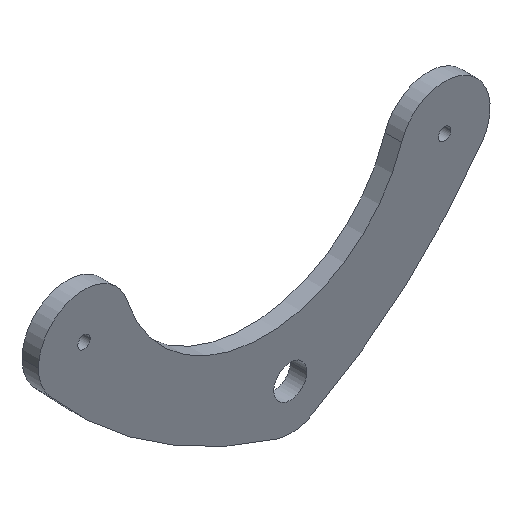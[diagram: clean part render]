
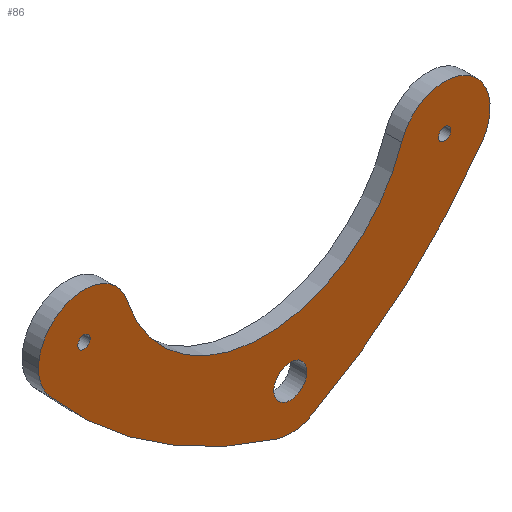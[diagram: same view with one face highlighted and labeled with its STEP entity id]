
A CAD part, isometric view. The second image highlights one B-rep face of the part: STEP entity #86.
In plain terms, the highlighted planar face has unit normal (0, -1, 0).
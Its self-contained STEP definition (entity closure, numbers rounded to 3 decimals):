
#3 = DIRECTION ( 'NONE',  ( 0., -1., 0. ) ) ;
#4 = DIRECTION ( 'NONE',  ( 1., 0., 0. ) ) ;
#5 = CARTESIAN_POINT ( 'NONE',  ( 0., -18.6, 18.6 ) ) ;
#7 = CARTESIAN_POINT ( 'NONE',  ( 50., -18.6, -14.6 ) ) ;
#11 = VERTEX_POINT ( 'NONE', #364 ) ;
#12 = DIRECTION ( 'NONE',  ( 1., 0., 0. ) ) ;
#24 = CARTESIAN_POINT ( 'NONE',  ( 54., -18.6, -14.6 ) ) ;
#25 = VERTEX_POINT ( 'NONE', #261 ) ;
#35 = VERTEX_POINT ( 'NONE', #570 ) ;
#46 = AXIS2_PLACEMENT_3D ( 'NONE', #7, #447, #53 ) ;
#53 = DIRECTION ( 'NONE',  ( 1., 0., 0. ) ) ;
#54 = VERTEX_POINT ( 'NONE', #85 ) ;
#55 = DIRECTION ( 'NONE',  ( 0., -1., 0. ) ) ;
#57 = VERTEX_POINT ( 'NONE', #398 ) ;
#64 = CIRCLE ( 'NONE', #435, 11. ) ;
#66 = DIRECTION ( 'NONE',  ( 0., -1., 0. ) ) ;
#71 = ORIENTED_EDGE ( 'NONE', *, *, #358, .T. ) ;
#85 = CARTESIAN_POINT ( 'NONE',  ( 88.9, -18.6, 18.6 ) ) ;
#86 = ADVANCED_FACE ( 'NONE', ( #444, #266, #443, #122 ), #165, .T. ) ;
#94 = AXIS2_PLACEMENT_3D ( 'NONE', #343, #111, #422 ) ;
#97 = VERTEX_POINT ( 'NONE', #534 ) ;
#98 = DIRECTION ( 'NONE',  ( 1., 0., 0. ) ) ;
#100 = VERTEX_POINT ( 'NONE', #309 ) ;
#103 = CARTESIAN_POINT ( 'NONE',  ( 46., -18.6, -14.6 ) ) ;
#106 = AXIS2_PLACEMENT_3D ( 'NONE', #463, #139, #538 ) ;
#111 = DIRECTION ( 'NONE',  ( 0., -1., 0. ) ) ;
#122 = FACE_OUTER_BOUND ( 'NONE', #153, .T. ) ;
#134 = DIRECTION ( 'NONE',  ( 0., -1., 0. ) ) ;
#136 = DIRECTION ( 'NONE',  ( 1., 0., 0. ) ) ;
#137 = EDGE_CURVE ( 'NONE', #57, #381, #484, .T. ) ;
#139 = DIRECTION ( 'NONE',  ( 0., -1., 0. ) ) ;
#153 = EDGE_LOOP ( 'NONE', ( #374, #71, #326, #337, #281, #251, #475 ) ) ;
#165 = PLANE ( 'NONE',  #400 ) ;
#172 = CIRCLE ( 'NONE', #559, 35. ) ;
#191 = CARTESIAN_POINT ( 'NONE',  ( 10.45, -18.6, 22.035 ) ) ;
#194 = EDGE_LOOP ( 'NONE', ( #451, #322 ) ) ;
#195 = ORIENTED_EDGE ( 'NONE', *, *, #471, .F. ) ;
#208 = CIRCLE ( 'NONE', #485, 4. ) ;
#210 = EDGE_CURVE ( 'NONE', #381, #331, #172, .T. ) ;
#212 = CARTESIAN_POINT ( 'NONE',  ( 24.134, -18.6, 33.371 ) ) ;
#215 = AXIS2_PLACEMENT_3D ( 'NONE', #227, #413, #136 ) ;
#217 = CARTESIAN_POINT ( 'NONE',  ( 46.673, -18.6, -25.085 ) ) ;
#221 = DIRECTION ( 'NONE',  ( 0., -1., 0. ) ) ;
#224 = AXIS2_PLACEMENT_3D ( 'NONE', #310, #66, #237 ) ;
#226 = DIRECTION ( 'NONE',  ( 0., -1., 0. ) ) ;
#227 = CARTESIAN_POINT ( 'NONE',  ( 50., -18.6, -14.6 ) ) ;
#232 = DIRECTION ( 'NONE',  ( 1., 0., 0. ) ) ;
#233 = CARTESIAN_POINT ( 'NONE',  ( 50., -18.6, -14.6 ) ) ;
#235 = CARTESIAN_POINT ( 'NONE',  ( -11., -18.6, 18.6 ) ) ;
#236 = CIRCLE ( 'NONE', #106, 1.5 ) ;
#237 = DIRECTION ( 'NONE',  ( 1., 0., 0. ) ) ;
#240 = EDGE_LOOP ( 'NONE', ( #462, #348 ) ) ;
#247 = EDGE_CURVE ( 'NONE', #331, #351, #527, .T. ) ;
#251 = ORIENTED_EDGE ( 'NONE', *, *, #415, .T. ) ;
#254 = EDGE_CURVE ( 'NONE', #386, #100, #299, .T. ) ;
#261 = CARTESIAN_POINT ( 'NONE',  ( -1.5, -18.6, 18.6 ) ) ;
#263 = DIRECTION ( 'NONE',  ( 0., 1., 0. ) ) ;
#265 = EDGE_CURVE ( 'NONE', #558, #520, #470, .T. ) ;
#266 = FACE_BOUND ( 'NONE', #240, .T. ) ;
#281 = ORIENTED_EDGE ( 'NONE', *, *, #247, .T. ) ;
#288 = DIRECTION ( 'NONE',  ( 1., 0., 0. ) ) ;
#290 = DIRECTION ( 'NONE',  ( 0., -1., 0. ) ) ;
#299 = CIRCLE ( 'NONE', #46, 11. ) ;
#309 = CARTESIAN_POINT ( 'NONE',  ( 55.221, -18.6, -24.282 ) ) ;
#310 = CARTESIAN_POINT ( 'NONE',  ( 87.4, -18.6, 18.6 ) ) ;
#311 = CIRCLE ( 'NONE', #327, 1.5 ) ;
#320 = AXIS2_PLACEMENT_3D ( 'NONE', #535, #221, #407 ) ;
#321 = EDGE_CURVE ( 'NONE', #25, #97, #449, .T. ) ;
#322 = ORIENTED_EDGE ( 'NONE', *, *, #489, .F. ) ;
#326 = ORIENTED_EDGE ( 'NONE', *, *, #137, .T. ) ;
#327 = AXIS2_PLACEMENT_3D ( 'NONE', #332, #226, #288 ) ;
#331 = VERTEX_POINT ( 'NONE', #191 ) ;
#332 = CARTESIAN_POINT ( 'NONE',  ( 87.4, -18.6, 18.6 ) ) ;
#335 = CARTESIAN_POINT ( 'NONE',  ( 76.95, -18.6, 22.035 ) ) ;
#337 = ORIENTED_EDGE ( 'NONE', *, *, #210, .T. ) ;
#343 = CARTESIAN_POINT ( 'NONE',  ( 87.4, -18.6, 18.6 ) ) ;
#348 = ORIENTED_EDGE ( 'NONE', *, *, #504, .F. ) ;
#351 = VERTEX_POINT ( 'NONE', #235 ) ;
#358 = EDGE_CURVE ( 'NONE', #100, #57, #419, .T. ) ;
#363 = DIRECTION ( 'NONE',  ( 1., 0., 0. ) ) ;
#364 = CARTESIAN_POINT ( 'NONE',  ( 85.9, -18.6, 18.6 ) ) ;
#374 = ORIENTED_EDGE ( 'NONE', *, *, #254, .T. ) ;
#381 = VERTEX_POINT ( 'NONE', #335 ) ;
#386 = VERTEX_POINT ( 'NONE', #217 ) ;
#398 = CARTESIAN_POINT ( 'NONE',  ( 96.395, -18.6, 12.268 ) ) ;
#400 = AXIS2_PLACEMENT_3D ( 'NONE', #212, #3, #480 ) ;
#402 = AXIS2_PLACEMENT_3D ( 'NONE', #5, #290, #232 ) ;
#404 = DIRECTION ( 'NONE',  ( 0., -1., 0. ) ) ;
#407 = DIRECTION ( 'NONE',  ( 1., 0., 0. ) ) ;
#413 = DIRECTION ( 'NONE',  ( 0., -1., 0. ) ) ;
#415 = EDGE_CURVE ( 'NONE', #351, #35, #64, .T. ) ;
#418 = CARTESIAN_POINT ( 'NONE',  ( 82.964, -18.6, 89.296 ) ) ;
#419 = CIRCLE ( 'NONE', #568, 120. ) ;
#422 = DIRECTION ( 'NONE',  ( 1., 0., 0. ) ) ;
#435 = AXIS2_PLACEMENT_3D ( 'NONE', #494, #134, #499 ) ;
#443 = FACE_BOUND ( 'NONE', #194, .T. ) ;
#444 = FACE_BOUND ( 'NONE', #515, .T. ) ;
#447 = DIRECTION ( 'NONE',  ( 0., -1., 0. ) ) ;
#449 = CIRCLE ( 'NONE', #402, 1.5 ) ;
#451 = ORIENTED_EDGE ( 'NONE', *, *, #321, .F. ) ;
#461 = EDGE_CURVE ( 'NONE', #54, #11, #479, .T. ) ;
#462 = ORIENTED_EDGE ( 'NONE', *, *, #265, .F. ) ;
#463 = CARTESIAN_POINT ( 'NONE',  ( 0., -18.6, 18.6 ) ) ;
#470 = CIRCLE ( 'NONE', #215, 4. ) ;
#471 = EDGE_CURVE ( 'NONE', #11, #54, #311, .T. ) ;
#475 = ORIENTED_EDGE ( 'NONE', *, *, #533, .T. ) ;
#479 = CIRCLE ( 'NONE', #224, 1.5 ) ;
#480 = DIRECTION ( 'NONE',  ( 0., 0., -1. ) ) ;
#484 = CIRCLE ( 'NONE', #94, 11. ) ;
#485 = AXIS2_PLACEMENT_3D ( 'NONE', #233, #55, #12 ) ;
#489 = EDGE_CURVE ( 'NONE', #97, #25, #236, .T. ) ;
#491 = CARTESIAN_POINT ( 'NONE',  ( -1.732, -18.6, 81.342 ) ) ;
#494 = CARTESIAN_POINT ( 'NONE',  ( 0., -18.6, 18.6 ) ) ;
#498 = DIRECTION ( 'NONE',  ( 0., -1., 0. ) ) ;
#499 = DIRECTION ( 'NONE',  ( 1., 0., 0. ) ) ;
#500 = ORIENTED_EDGE ( 'NONE', *, *, #461, .F. ) ;
#504 = EDGE_CURVE ( 'NONE', #520, #558, #208, .T. ) ;
#515 = EDGE_LOOP ( 'NONE', ( #195, #500 ) ) ;
#520 = VERTEX_POINT ( 'NONE', #24 ) ;
#527 = CIRCLE ( 'NONE', #320, 11. ) ;
#533 = EDGE_CURVE ( 'NONE', #35, #386, #561, .T. ) ;
#534 = CARTESIAN_POINT ( 'NONE',  ( 1.5, -18.6, 18.6 ) ) ;
#535 = CARTESIAN_POINT ( 'NONE',  ( 0., -18.6, 18.6 ) ) ;
#536 = AXIS2_PLACEMENT_3D ( 'NONE', #418, #498, #98 ) ;
#538 = DIRECTION ( 'NONE',  ( 1., 0., 0. ) ) ;
#558 = VERTEX_POINT ( 'NONE', #103 ) ;
#559 = AXIS2_PLACEMENT_3D ( 'NONE', #571, #263, #363 ) ;
#561 = CIRCLE ( 'NONE', #536, 120. ) ;
#568 = AXIS2_PLACEMENT_3D ( 'NONE', #491, #404, #4 ) ;
#570 = CARTESIAN_POINT ( 'NONE',  ( -8.373, -18.6, 11.466 ) ) ;
#571 = CARTESIAN_POINT ( 'NONE',  ( 43.7, -18.6, 32.963 ) ) ;
